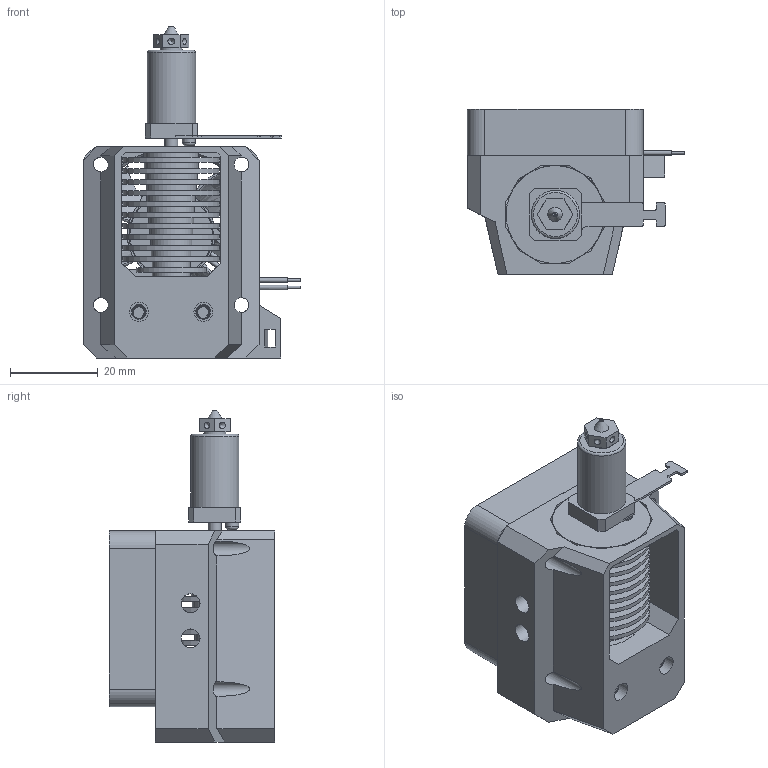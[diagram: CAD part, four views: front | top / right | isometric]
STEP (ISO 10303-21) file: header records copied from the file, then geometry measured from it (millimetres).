
FILE_DESCRIPTION(/* description */ (''),/* implementation_level */ '2;1');
FILE_NAME(/* name */ 'EVA3 v6 hotend v13.step',/* time_stamp */ '2022-08-03T21:42:39+03:00',/* author */ (''),/* organization */ (''),/* preprocessor_version */ 'ST-DEVELOPER v19',/* originating_system */ 'Autodesk Translation Framework v11.7.0.108',/* authorisation */ '');
FILE_SCHEMA (('AUTOMOTIVE_DESIGN { 1 0 10303 214 3 1 1 }'));
Length unit declared in the file: millimetre
Products named in the file (8): EVA3 v6 hotend; E3D-V6 Hotend; E3D-v6 1.75mm Universal HeatSink; E3D-v6 1.75mm Heat Break; E3D-v6 Nozzle Series; Trianglelab CHC Pro; DIN912 M3x20; 40x40x10 DC Fan v1
Assembly tree (8 placements, depth 3):
  EVA3 v6 hotend
    E3D-V6 Hotend
      E3D-v6 1.75mm Universal HeatSink
      E3D-v6 1.75mm Heat Break
      E3D-v6 Nozzle Series
      Trianglelab CHC Pro
    DIN912 M3x20  x2
    40x40x10 DC Fan v1
Bounding box: 49.49 x 37.65 x 75.58 mm (x, y, z)
Volume: 38225 mm3; surface area: 31623.8 mm2
Topology: 11 solids, 11 shells, 678 faces, 1834 edges, 1214 vertices
Faces by surface type: cylinder 374, plane 215, bspline 52, cone 24, torus 11, sphere 2
Full cylindrical faces by diameter (mm): 0.4 x1, 0.6 x2, 1 x4, 2 x2, 2.356 x26, 2.927 x48, 2.96 x1, 3 x1, 3.4 x6, 3.45 x4, 4.1 x2, 4.2 x1, 4.3 x10, 4.744 x5, 5 x1, 5.035 x11, 5.5 x2, 5.744 x3, 5.884 x6, 6 x2, 6.035 x6, 6.147 x4, 6.884 x5, 7.147 x1, 8 x1, 8.6 x2, 9.004 x1, 9.409 x1, 9.813 x1, 10.217 x1
Entity records: 37518 total; most frequent: CARTESIAN_POINT 23233, ORIENTED_EDGE 3148, DIRECTION 2489, EDGE_CURVE 1574, VERTEX_POINT 1045, AXIS2_PLACEMENT_3D 907, EDGE_LOOP 693, LINE 675
